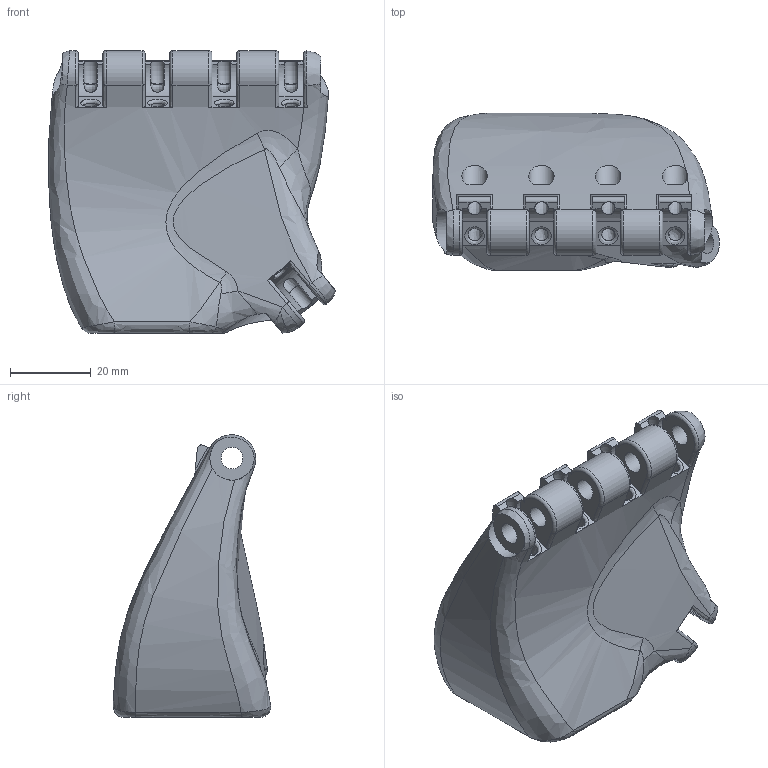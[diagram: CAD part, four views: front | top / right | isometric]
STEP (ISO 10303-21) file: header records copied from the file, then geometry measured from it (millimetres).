
FILE_DESCRIPTION(/* description */ (''),/* implementation_level */ '2;1');
FILE_NAME(/* name */ 'palm.stp',/* time_stamp */ '2014-06-24T15:47:49-04:00',/* author */ ('Jascha'),/* organization */ (''),/* preprocessor_version */ 'ST-DEVELOPER v15.6',/* originating_system */ 'Autodesk Inventor 2015',/* authorisation */ '');
FILE_SCHEMA (('AUTOMOTIVE_DESIGN { 1 0 10303 214 3 1 1 }'));
Length unit declared in the file: inch
Products named in the file (1): palm
Bounding box: 70.84 x 38.88 x 69.72 mm (x, y, z)
Volume: 82198.9 mm3; surface area: 20222.1 mm2
Topology: 1 solids, 1 shells, 227 faces, 626 edges, 400 vertices
Faces by surface type: bspline 115, plane 50, cylinder 45, torus 15, sphere 2
Full cylindrical faces by diameter (mm): 5.334 x7, 6.773 x1, 27.178 x1
Entity records: 13241 total; most frequent: CARTESIAN_POINT 8360, ORIENTED_EDGE 1226, DIRECTION 644, EDGE_CURVE 613, VERTEX_POINT 397, B_SPLINE_CURVE_WITH_KNOTS 362, AXIS2_PLACEMENT_3D 280, EDGE_LOOP 270
